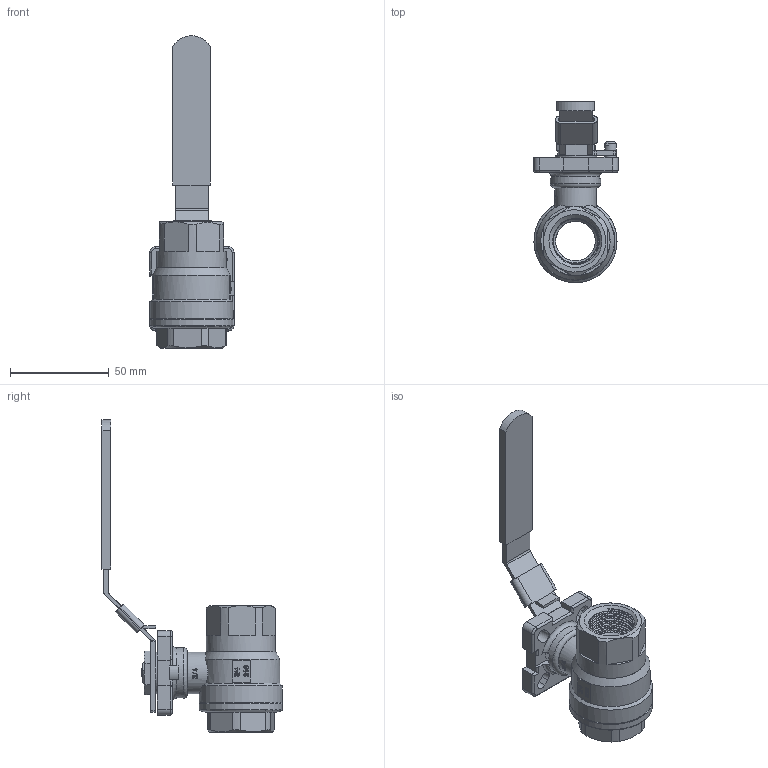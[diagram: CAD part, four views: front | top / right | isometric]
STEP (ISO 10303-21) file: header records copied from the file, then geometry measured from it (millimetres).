
FILE_DESCRIPTION(/* description */ ('Unknown'),/* implementation_level */ '2;1');
FILE_NAME(/* name */ '9652-05',/* time_stamp */ '2022-07-13T13:02:34+02:00',/* author */ ('Unknown'),/* organization */ ('Unknown'),/* preprocessor_version */ 'ST-DEVELOPER v16.7',/* originating_system */ 'Solid Edge',/* authorisation */ 'Unknown');
FILE_SCHEMA (('AUTOMOTIVE_DESIGN {1 0 10303 214 3 1 1}'));
Length unit declared in the file: millimetre
Products named in the file (12): 9652-05; Body; Body Gaske; Cap; Stem; Small hex thin nuts-Fine pitch thread GB_GB_FASTENER_NUT_SSFNTT M14X1.
0-N; Nut Stopper; Plate Washer; Handle; Stop Pin; Lock Device; Plasti Cover
Assembly tree (12 placements, depth 2):
  9652-05
    Body
    Body Gaske
    Cap
    Stem
    Small hex thin nuts-Fine pitch thread GB_GB_FASTENER_NUT_SSFNTT M14X1.
0-N  x2
    Nut Stopper
    Plate Washer
    Handle
    Stop Pin
    Lock Device
    Plasti Cover
Bounding box: 42.7 x 91.41 x 157.98 mm (x, y, z)
Volume: 59943.3 mm3; surface area: 45698.7 mm2
Topology: 12 solids, 12 shells, 822 faces, 2184 edges, 1454 vertices
Faces by surface type: plane 480, bspline 174, cylinder 120, cone 38, torus 10
Full cylindrical faces by diameter (mm): 5 x2, 6 x1, 8 x1, 9.6 x1, 12 x1, 12.4 x1, 12.6 x2, 12.7 x1, 12.917 x2, 15.8 x1, 16 x2, 20 x2, 21 x2, 21.6 x1, 22.8 x8, 25.5 x1, 25.8 x1, 28 x2, 33.5 x1, 35 x1, 35.5 x2, 36.7 x1, 39.2 x2, 42 x2
Entity records: 37411 total; most frequent: CARTESIAN_POINT 18628, ORIENTED_EDGE 4140, DIRECTION 3152, EDGE_CURVE 2070, VERTEX_POINT 1415, LINE 1266, VECTOR 1266, EDGE_LOOP 949
